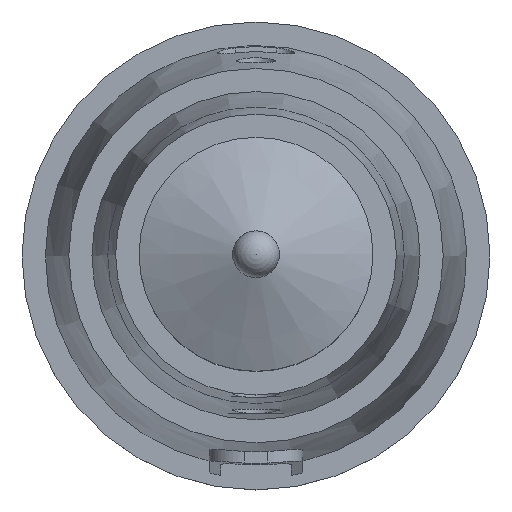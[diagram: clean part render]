
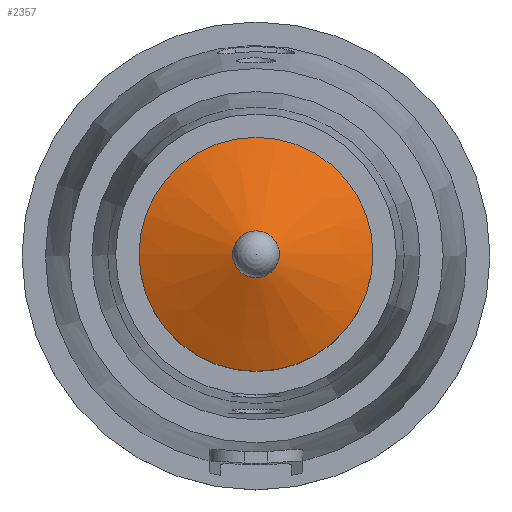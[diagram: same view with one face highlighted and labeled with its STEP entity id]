
A CAD part, top view. The second image highlights one B-rep face of the part: STEP entity #2357.
In plain terms, the highlighted conical face has half-angle 68.199 degrees and reference radius 12 mm.
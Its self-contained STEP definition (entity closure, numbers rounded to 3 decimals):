
#177=CONICAL_SURFACE('',#2607,12.,1.19);
#298=FACE_OUTER_BOUND('',#469,.T.);
#469=EDGE_LOOP('',(#2092,#2093,#2094,#2095));
#634=LINE('',#4703,#798);
#798=VECTOR('',#3212,12.);
#917=CIRCLE('',#2606,20.);
#918=CIRCLE('',#2608,4.);
#1130=VERTEX_POINT('',#4697);
#1131=VERTEX_POINT('',#4701);
#1453=EDGE_CURVE('',#1130,#1130,#917,.T.);
#1455=EDGE_CURVE('',#1131,#1131,#918,.T.);
#1456=EDGE_CURVE('',#1131,#1130,#634,.T.);
#2092=ORIENTED_EDGE('',*,*,#1455,.F.);
#2093=ORIENTED_EDGE('',*,*,#1456,.T.);
#2094=ORIENTED_EDGE('',*,*,#1453,.T.);
#2095=ORIENTED_EDGE('',*,*,#1456,.F.);
#2357=ADVANCED_FACE('',(#298),#177,.T.);
#2606=AXIS2_PLACEMENT_3D('',#4698,#3205,#3206);
#2607=AXIS2_PLACEMENT_3D('',#4700,#3208,#3209);
#2608=AXIS2_PLACEMENT_3D('',#4702,#3210,#3211);
#3205=DIRECTION('center_axis',(0.,0.,1.));
#3206=DIRECTION('ref_axis',(1.,0.,0.));
#3208=DIRECTION('center_axis',(0.,0.,-1.));
#3209=DIRECTION('ref_axis',(1.,0.,0.));
#3210=DIRECTION('center_axis',(0.,0.,1.));
#3211=DIRECTION('ref_axis',(1.,0.,0.));
#3212=DIRECTION('',(-0.928,0.,-0.371));
#4697=CARTESIAN_POINT('',(-20.,0.,168.));
#4698=CARTESIAN_POINT('Origin',(0.,0.,168.));
#4700=CARTESIAN_POINT('Origin',(0.,0.,171.2));
#4701=CARTESIAN_POINT('',(-4.,0.,174.4));
#4702=CARTESIAN_POINT('Origin',(0.,0.,174.4));
#4703=CARTESIAN_POINT('',(-12.,0.,171.2));
